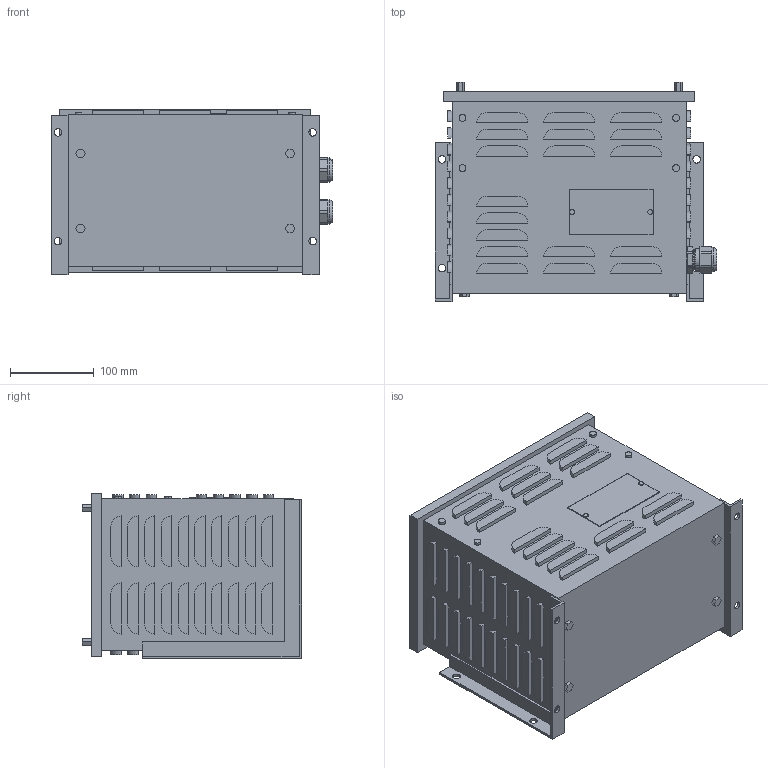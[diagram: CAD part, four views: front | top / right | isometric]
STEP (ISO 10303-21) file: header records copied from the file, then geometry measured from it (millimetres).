
FILE_DESCRIPTION (( 'STEP AP214' ), '1' );
FILE_NAME ('324056.STEP', '2020-12-15T10:19:58', ( '' ), ( '' ), 'SwSTEP 2.0', 'SolidWorks 2018', '' );
FILE_SCHEMA (( 'AUTOMOTIVE_DESIGN' ));
Length unit declared in the file: millimetre
Products named in the file (1): 324056
Bounding box: 336 x 261.6 x 197.5 mm (x, y, z)
Volume: 12723979.5 mm3; surface area: 457234.4 mm2
Topology: 3 solids, 5 shells, 700 faces, 1706 edges, 1120 vertices
Faces by surface type: plane 436, cylinder 248, torus 8, cone 8
Entity records: 20682 total; most frequent: DIRECTION 3656, CARTESIAN_POINT 3579, ORIENTED_EDGE 3412, EDGE_CURVE 1706, AXIS2_PLACEMENT_3D 1261, LINE 1134, VECTOR 1134, VERTEX_POINT 1120
